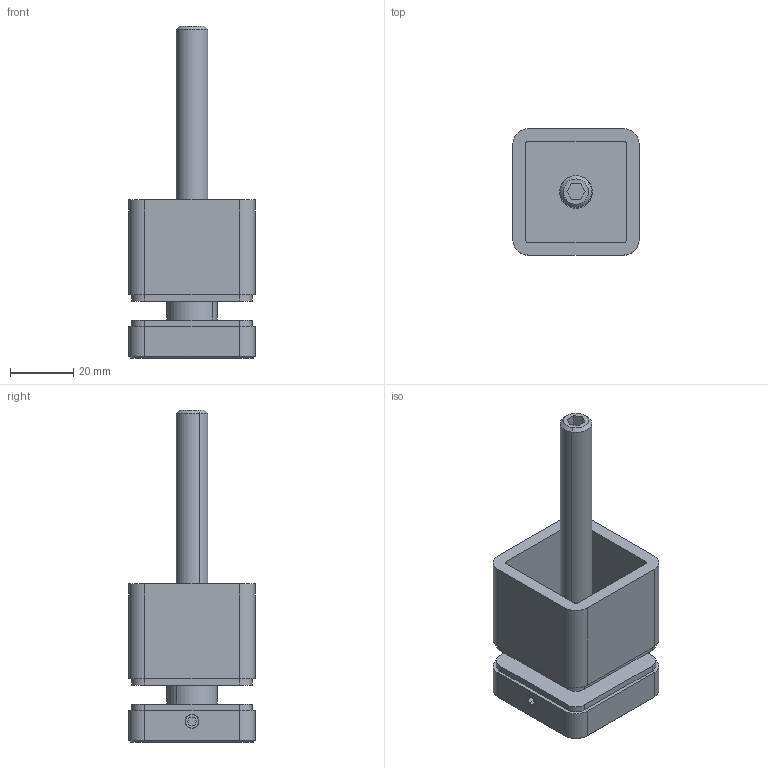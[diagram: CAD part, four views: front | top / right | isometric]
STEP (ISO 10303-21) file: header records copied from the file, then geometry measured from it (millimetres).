
FILE_DESCRIPTION (( 'STEP AP203' ), '1' );
FILE_NAME ('A_0745-300.STEP', '2019-01-16T09:34:09', ( '' ), ( '' ), 'SwSTEP 2.0', 'SolidWorks 2013', '' );
FILE_SCHEMA (( 'CONFIG_CONTROL_DESIGN' ));
Length unit declared in the file: millimetre
Products named in the file (8): A_0745-300.P6; A_0745-300.P3; A_0745-300.P4; A_0745-300.P7; A_0745-300.P1_Default<Jako obrobenì>; A_0745-300.P5; A_0745-300.P2; A_0745-300
Assembly tree (8 placements, depth 2):
  A_0745-300
    A_0745-300.P1_Default<Jako obrobenì>
    A_0745-300.P2
    A_0745-300.P3
    A_0745-300.P4
    A_0745-300.P5  x2
    A_0745-300.P6
    A_0745-300.P7
Bounding box: 40 x 40 x 105 mm (x, y, z)
Volume: 48249.6 mm3; surface area: 29659.7 mm2
Topology: 9 solids, 9 shells, 135 faces, 317 edges, 201 vertices
Faces by surface type: plane 62, cylinder 52, cone 21
Entity records: 4465 total; most frequent: CARTESIAN_POINT 706, DIRECTION 645, ORIENTED_EDGE 566, EDGE_CURVE 283, AXIS2_PLACEMENT_3D 238, VERTEX_POINT 181, LINE 169, VECTOR 169
